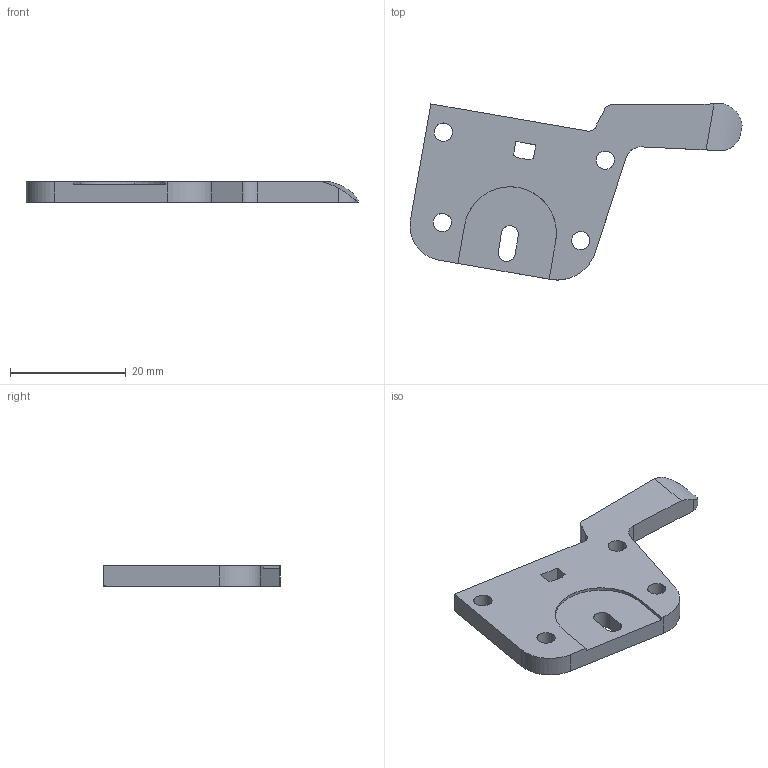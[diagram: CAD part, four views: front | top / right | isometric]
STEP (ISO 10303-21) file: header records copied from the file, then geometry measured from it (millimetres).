
FILE_DESCRIPTION (( 'STEP AP214' ), '1' );
FILE_NAME ('1032-A2P-A.STEP', '2013-05-15T14:40:18', ( '3DAssist' ), ( '' ), 'SwSTEP 2.0', 'SolidWorks 2013', '' );
FILE_SCHEMA (( 'AUTOMOTIVE_DESIGN' ));
Length unit declared in the file: millimetre
Products named in the file (1): 1032-A2P-A
Bounding box: 57.39 x 30.45 x 3.5 mm (x, y, z)
Volume: 3297.4 mm3; surface area: 2728.4 mm2
Topology: 1 solids, 1 shells, 48 faces, 133 edges, 87 vertices
Faces by surface type: plane 26, bspline 17, cylinder 5
Entity records: 2013 total; most frequent: CARTESIAN_POINT 890, ORIENTED_EDGE 258, DIRECTION 150, EDGE_CURVE 129, VERTEX_POINT 87, VECTOR 82, LINE 82, EDGE_LOOP 64
